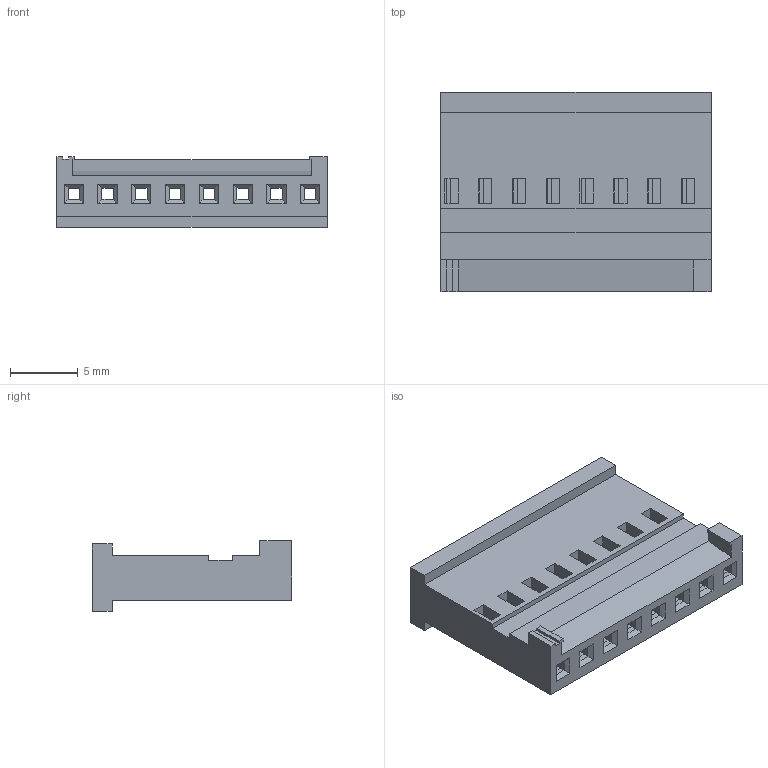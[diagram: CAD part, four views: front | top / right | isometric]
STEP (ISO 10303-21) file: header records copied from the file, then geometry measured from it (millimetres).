
FILE_DESCRIPTION( ('This file contains a STEP AP42 implementation' ,'as created by ZW3D STEP Interface translator.') ,'2;1' );
FILE_NAME( 'WF2547-1HXXX01.stp' ,'23 427.151746', (''), ('ZWCAD Software Co.'), 'Version 1.0', 'ZW3D to STEP translator', '' );
FILE_SCHEMA(('AUTOMOTIVE_DESIGN { 1 0 10303 214 1 1 1 1 }'));
Length unit declared in the file: millimetre
Products named in the file (2): 0; wf2547-1h11
Bounding box: 19.89 x 14.68 x 5.23 mm (x, y, z)
Volume: 677.6 mm3; surface area: 1739.7 mm2
Topology: 1 solids, 1 shells, 253 faces, 687 edges, 436 vertices
Faces by surface type: plane 253
Entity records: 8060 total; most frequent: CARTESIAN_POINT 1377, ORIENTED_EDGE 1374, DIRECTION 1195, VECTOR 687, LINE 687, EDGE_CURVE 687, VERTEX_POINT 436, EDGE_LOOP 285
